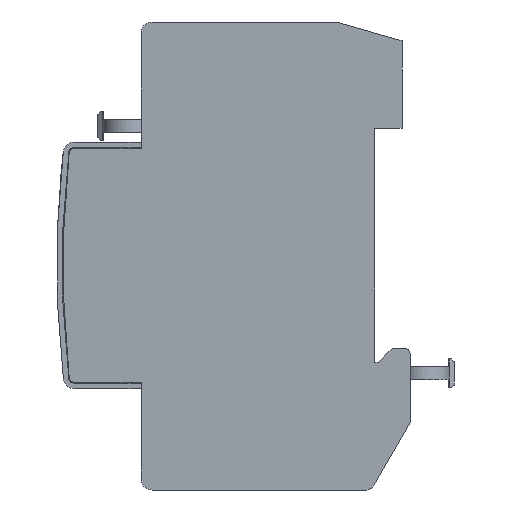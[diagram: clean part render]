
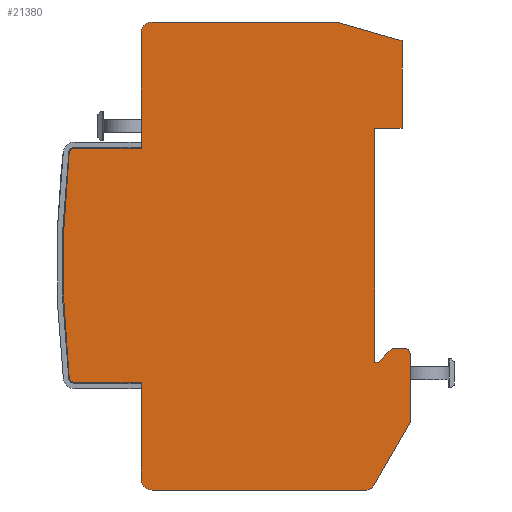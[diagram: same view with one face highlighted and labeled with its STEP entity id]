
A CAD part, left-side view. The second image highlights one B-rep face of the part: STEP entity #21380.
In plain terms, the highlighted face is planar.
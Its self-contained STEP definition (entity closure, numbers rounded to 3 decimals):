
#13027=DIRECTION('',(-1.,0.,0.));
#13028=VECTOR('',#13027,21.);
#13029=CARTESIAN_POINT('',(42.4,1.,-42.6));
#13030=LINE('',#13029,#13028);
#13104=DIRECTION('',(0.,0.,-1.));
#13105=VECTOR('',#13104,33.6);
#13106=CARTESIAN_POINT('',(44.4,1.,-7.));
#13107=LINE('',#13106,#13105);
#15749=DIRECTION('',(-1.,0.,0.));
#15750=VECTOR('',#15749,17.6);
#15751=CARTESIAN_POINT('',(-21.4,1.,-42.6));
#15752=LINE('',#15751,#15750);
#15973=DIRECTION('',(0.,0.,1.));
#15974=VECTOR('',#15973,12.146);
#15975=CARTESIAN_POINT('',(-21.4,1.,-54.746));
#15976=LINE('',#15975,#15974);
#16015=DIRECTION('',(0.,0.,-1.));
#16016=VECTOR('',#16015,12.146);
#16017=CARTESIAN_POINT('',(21.4,1.,-42.6));
#16018=LINE('',#16017,#16016);
#16022=CARTESIAN_POINT('',(-16.2,1.,5.5));
#16023=DIRECTION('',(0.,-1.,0.));
#16024=DIRECTION('',(1.,0.,0.));
#16025=AXIS2_PLACEMENT_3D('',#16022,#16023,#16024);
#16030=DIRECTION('',(-1.,0.,0.));
#16031=VECTOR('',#16030,12.5);
#16032=CARTESIAN_POINT('',(-16.2,1.,6.5));
#16033=LINE('',#16032,#16031);
#16037=DIRECTION('',(-0.866,0.,-0.5));
#16038=VECTOR('',#16037,13.337);
#16039=CARTESIAN_POINT('',(-28.7,1.,6.5));
#16040=LINE('',#16039,#16038);
#16044=CARTESIAN_POINT('',(-39.5,1.,-1.467));
#16045=DIRECTION('',(0.,-1.,0.));
#16046=DIRECTION('',(-0.5,0.,0.866));
#16047=AXIS2_PLACEMENT_3D('',#16044,#16045,#16046);
#16052=CARTESIAN_POINT('',(-39.,1.,-40.6));
#16053=DIRECTION('',(0.,-1.,0.));
#16054=DIRECTION('',(-1.,0.,0.));
#16055=AXIS2_PLACEMENT_3D('',#16052,#16053,#16054);
#16060=CARTESIAN_POINT('',(-20.4,1.,-54.746));
#16061=DIRECTION('',(0.,-1.,0.));
#16062=DIRECTION('',(-1.,0.,0.));
#16063=AXIS2_PLACEMENT_3D('',#16060,#16061,#16062);
#16068=CARTESIAN_POINT('',(0.,1.,142.2));
#16069=DIRECTION('',(0.,-1.,0.));
#16070=DIRECTION('',(-0.103,0.,-0.995));
#16071=AXIS2_PLACEMENT_3D('',#16068,#16069,#16070);
#16076=CARTESIAN_POINT('',(20.4,1.,-54.746));
#16077=DIRECTION('',(0.,-1.,0.));
#16078=DIRECTION('',(0.103,0.,-0.995));
#16079=AXIS2_PLACEMENT_3D('',#16076,#16077,#16078);
#16084=CARTESIAN_POINT('',(42.4,1.,-40.6));
#16085=DIRECTION('',(0.,-1.,0.));
#16086=DIRECTION('',(0.,0.,-1.));
#16087=AXIS2_PLACEMENT_3D('',#16084,#16085,#16086);
#16092=DIRECTION('',(-0.276,0.,0.961));
#16093=VECTOR('',#16092,12.484);
#16094=CARTESIAN_POINT('',(44.4,1.,-7.));
#16095=LINE('',#16094,#16093);
#16099=DIRECTION('',(0.707,0.,0.707));
#16100=VECTOR('',#16099,3.536);
#16101=CARTESIAN_POINT('',(-17.7,1.,0.7));
#16102=LINE('',#16101,#16100);
#16106=DIRECTION('',(0.,0.,1.));
#16107=VECTOR('',#16106,2.3);
#16108=CARTESIAN_POINT('',(-15.2,1.,3.2));
#16109=LINE('',#16108,#16107);
#16141=DIRECTION('',(0.,0.,1.));
#16142=VECTOR('',#16141,39.133);
#16143=CARTESIAN_POINT('',(-41.,1.,-40.6));
#16144=LINE('',#16143,#16142);
#16183=DIRECTION('',(1.,0.,0.));
#16184=VECTOR('',#16183,15.959);
#16185=CARTESIAN_POINT('',(25.,1.,5.));
#16186=LINE('',#16185,#16184);
#16204=DIRECTION('',(0.,0.,1.));
#16205=VECTOR('',#16204,5.);
#16206=CARTESIAN_POINT('',(25.,1.,0.));
#16207=LINE('',#16206,#16205);
#16211=DIRECTION('',(1.,0.,0.));
#16212=VECTOR('',#16211,42.7);
#16213=CARTESIAN_POINT('',(-17.7,1.,0.));
#16214=LINE('',#16213,#16212);
#16239=DIRECTION('',(0.,0.,-1.));
#16240=VECTOR('',#16239,0.7);
#16241=CARTESIAN_POINT('',(-17.7,1.,0.7));
#16242=LINE('',#16241,#16240);
#16598=CARTESIAN_POINT('',(42.4,1.,-42.6));
#16599=VERTEX_POINT('',#16598);
#16600=CARTESIAN_POINT('',(21.4,1.,-42.6));
#16601=VERTEX_POINT('',#16600);
#16606=CARTESIAN_POINT('',(44.4,1.,-40.6));
#16607=VERTEX_POINT('',#16606);
#16612=CARTESIAN_POINT('',(44.4,1.,-7.));
#16613=VERTEX_POINT('',#16612);
#16878=CARTESIAN_POINT('',(-15.2,1.,3.2));
#16879=VERTEX_POINT('',#16878);
#16880=CARTESIAN_POINT('',(-17.7,1.,0.7));
#16881=VERTEX_POINT('',#16880);
#16882=CARTESIAN_POINT('',(-15.2,1.,5.5));
#16883=VERTEX_POINT('',#16882);
#16884=CARTESIAN_POINT('',(-16.2,1.,6.5));
#16885=VERTEX_POINT('',#16884);
#16894=CARTESIAN_POINT('',(-28.7,1.,6.5));
#16895=VERTEX_POINT('',#16894);
#17082=CARTESIAN_POINT('',(-21.4,1.,-42.6));
#17083=VERTEX_POINT('',#17082);
#17084=CARTESIAN_POINT('',(-39.,1.,-42.6));
#17085=VERTEX_POINT('',#17084);
#17114=CARTESIAN_POINT('',(-21.4,1.,-54.746));
#17115=VERTEX_POINT('',#17114);
#17116=CARTESIAN_POINT('',(-20.503,1.,-55.741));
#17117=VERTEX_POINT('',#17116);
#17118=CARTESIAN_POINT('',(20.503,1.,-55.741));
#17119=VERTEX_POINT('',#17118);
#17120=CARTESIAN_POINT('',(21.4,1.,-54.746));
#17121=VERTEX_POINT('',#17120);
#17122=CARTESIAN_POINT('',(-40.25,1.,-0.168));
#17123=VERTEX_POINT('',#17122);
#17124=CARTESIAN_POINT('',(-41.,1.,-1.467));
#17125=VERTEX_POINT('',#17124);
#17126=CARTESIAN_POINT('',(-41.,1.,-40.6));
#17127=VERTEX_POINT('',#17126);
#17128=CARTESIAN_POINT('',(40.959,1.,5.));
#17129=VERTEX_POINT('',#17128);
#17130=CARTESIAN_POINT('',(25.,1.,5.));
#17131=VERTEX_POINT('',#17130);
#17132=CARTESIAN_POINT('',(25.,1.,0.));
#17133=VERTEX_POINT('',#17132);
#17134=CARTESIAN_POINT('',(-17.7,1.,0.));
#17135=VERTEX_POINT('',#17134);
#21342=CARTESIAN_POINT('',(0.,1.,0.));
#21343=DIRECTION('',(0.,1.,0.));
#21344=DIRECTION('',(1.,0.,0.));
#21345=AXIS2_PLACEMENT_3D('',#21342,#21343,#21344);
#21346=PLANE('',#21345);
#21347=ORIENTED_EDGE('',*,*,#19604,.T.);
#21348=ORIENTED_EDGE('',*,*,#19636,.T.);
#21350=ORIENTED_EDGE('',*,*,#21349,.T.);
#21352=ORIENTED_EDGE('',*,*,#21351,.T.);
#21354=ORIENTED_EDGE('',*,*,#21353,.F.);
#21356=ORIENTED_EDGE('',*,*,#21355,.T.);
#21357=ORIENTED_EDGE('',*,*,#20934,.F.);
#21358=ORIENTED_EDGE('',*,*,#21246,.F.);
#21359=ORIENTED_EDGE('',*,*,#21267,.T.);
#21360=ORIENTED_EDGE('',*,*,#21288,.T.);
#21361=ORIENTED_EDGE('',*,*,#21309,.T.);
#21362=ORIENTED_EDGE('',*,*,#21329,.F.);
#21363=ORIENTED_EDGE('',*,*,#17489,.F.);
#21364=ORIENTED_EDGE('',*,*,#17592,.T.);
#21365=ORIENTED_EDGE('',*,*,#17617,.F.);
#21367=ORIENTED_EDGE('',*,*,#21366,.T.);
#21369=ORIENTED_EDGE('',*,*,#21368,.F.);
#21371=ORIENTED_EDGE('',*,*,#21370,.F.);
#21373=ORIENTED_EDGE('',*,*,#21372,.F.);
#21375=ORIENTED_EDGE('',*,*,#21374,.F.);
#21376=ORIENTED_EDGE('',*,*,#19559,.T.);
#21377=ORIENTED_EDGE('',*,*,#19583,.T.);
#21378=EDGE_LOOP('',(#21347,#21348,#21350,#21352,#21354,#21356,#21357,#21358,
#21359,#21360,#21361,#21362,#21363,#21364,#21365,#21367,#21369,#21371,#21373,
#21375,#21376,#21377));
#21379=FACE_OUTER_BOUND('',#21378,.F.);
#16026=CIRCLE('',#16025,1.);
#16048=CIRCLE('',#16047,1.5);
#16056=CIRCLE('',#16055,2.);
#16064=CIRCLE('',#16063,1.);
#16072=CIRCLE('',#16071,199.);
#16080=CIRCLE('',#16079,1.);
#16088=CIRCLE('',#16087,2.);
#17489=EDGE_CURVE('',#16599,#16601,#13030,.T.);
#17592=EDGE_CURVE('',#16599,#16607,#16088,.T.);
#17617=EDGE_CURVE('',#16613,#16607,#13107,.T.);
#19559=EDGE_CURVE('',#16881,#16879,#16102,.T.);
#19583=EDGE_CURVE('',#16879,#16883,#16109,.T.);
#19604=EDGE_CURVE('',#16883,#16885,#16026,.T.);
#19636=EDGE_CURVE('',#16885,#16895,#16033,.T.);
#20934=EDGE_CURVE('',#17083,#17085,#15752,.T.);
#21246=EDGE_CURVE('',#17115,#17083,#15976,.T.);
#21267=EDGE_CURVE('',#17115,#17117,#16064,.T.);
#21288=EDGE_CURVE('',#17117,#17119,#16072,.T.);
#21309=EDGE_CURVE('',#17119,#17121,#16080,.T.);
#21329=EDGE_CURVE('',#16601,#17121,#16018,.T.);
#21349=EDGE_CURVE('',#16895,#17123,#16040,.T.);
#21351=EDGE_CURVE('',#17123,#17125,#16048,.T.);
#21353=EDGE_CURVE('',#17127,#17125,#16144,.T.);
#21355=EDGE_CURVE('',#17127,#17085,#16056,.T.);
#21366=EDGE_CURVE('',#16613,#17129,#16095,.T.);
#21368=EDGE_CURVE('',#17131,#17129,#16186,.T.);
#21370=EDGE_CURVE('',#17133,#17131,#16207,.T.);
#21372=EDGE_CURVE('',#17135,#17133,#16214,.T.);
#21374=EDGE_CURVE('',#16881,#17135,#16242,.T.);
#21380=ADVANCED_FACE('',(#21379),#21346,.T.);
